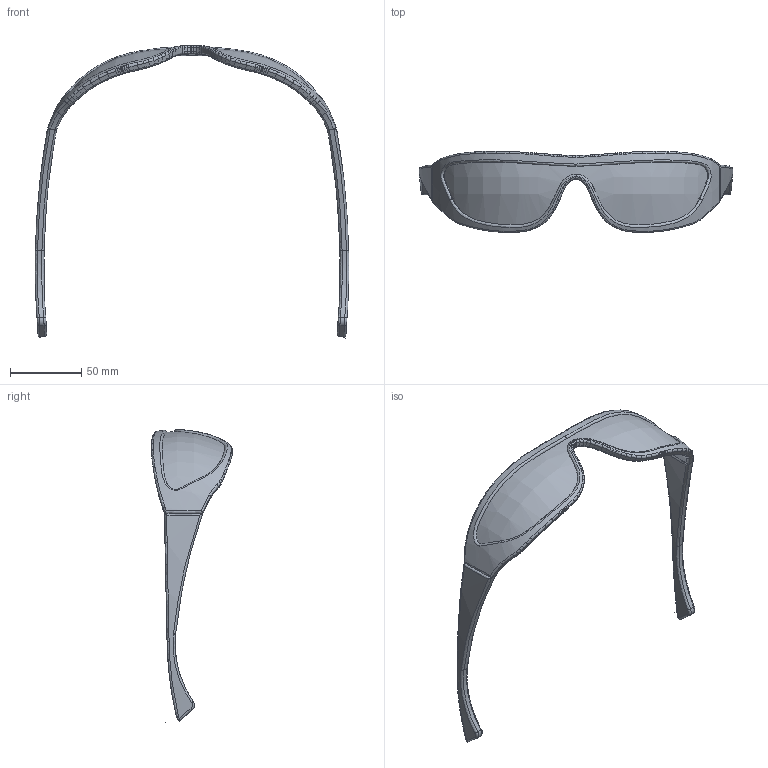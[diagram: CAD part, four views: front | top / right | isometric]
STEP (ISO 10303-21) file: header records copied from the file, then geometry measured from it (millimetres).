
FILE_DESCRIPTION(('FreeCAD Model'),'2;1');
FILE_NAME('Open CASCADE Shape Model','2025-04-25T16:17:18',('FreeCAD'),( 'FreeCAD'),'Open CASCADE STEP processor 7.6','FreeCAD','Unknown');
FILE_SCHEMA(('AUTOMOTIVE_DESIGN { 1 0 10303 214 1 1 1 1 }'));
Products named in the file (1): Open CASCADE STEP translator 7.6 1
Bounding box: 219.47 x 56.9 x 205.02 mm (x, y, z)
Volume: 20997.6 mm3; surface area: 39739.1 mm2
Topology: 1 solids, 5 shells, 542 faces, 1291 edges, 757 vertices
Faces by surface type: bspline 542
Entity records: 44591 total; most frequent: CARTESIAN_POINT 36837, ORIENTED_EDGE 2579, EDGE_CURVE 1291, B_SPLINE_CURVE_WITH_KNOTS 1273, VERTEX_POINT 757, FACE_BOUND 545, EDGE_LOOP 545, ADVANCED_FACE 542
